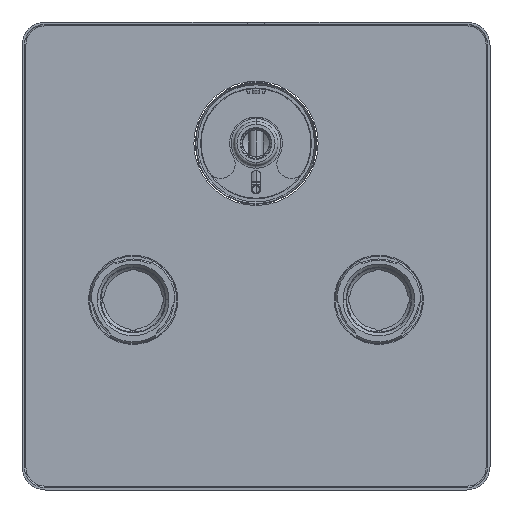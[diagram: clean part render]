
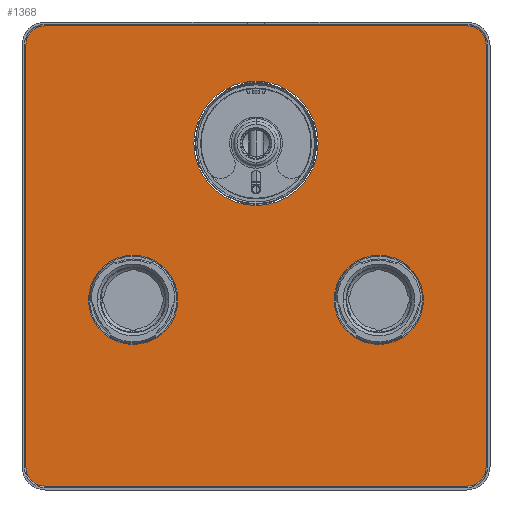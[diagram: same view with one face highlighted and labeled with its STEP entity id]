
A CAD part, front view. The second image highlights one B-rep face of the part: STEP entity #1368.
In plain terms, the highlighted planar face has unit normal (0, -1, 0).
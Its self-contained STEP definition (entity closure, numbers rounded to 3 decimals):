
#663=DIRECTION('',(-1.,0.,0.));
#664=VECTOR('',#663,144.);
#665=CARTESIAN_POINT('',(72.,6.2,-78.7));
#666=LINE('',#665,#664);
#667=CARTESIAN_POINT('',(-72.,6.2,-72.));
#668=DIRECTION('',(0.,1.,0.));
#669=DIRECTION('',(0.,0.,-1.));
#670=AXIS2_PLACEMENT_3D('',#667,#668,#669);
#672=DIRECTION('',(0.,0.,1.));
#673=VECTOR('',#672,144.);
#674=CARTESIAN_POINT('',(-78.7,6.2,-72.));
#675=LINE('',#674,#673);
#676=CARTESIAN_POINT('',(-72.,6.2,72.));
#677=DIRECTION('',(0.,1.,0.));
#678=DIRECTION('',(-1.,0.,0.));
#679=AXIS2_PLACEMENT_3D('',#676,#677,#678);
#681=DIRECTION('',(1.,0.,0.));
#682=VECTOR('',#681,144.);
#683=CARTESIAN_POINT('',(-72.,6.2,78.7));
#684=LINE('',#683,#682);
#685=CARTESIAN_POINT('',(72.,6.2,72.));
#686=DIRECTION('',(0.,1.,0.));
#687=DIRECTION('',(0.,0.,1.));
#688=AXIS2_PLACEMENT_3D('',#685,#686,#687);
#690=DIRECTION('',(0.,0.,-1.));
#691=VECTOR('',#690,144.);
#692=CARTESIAN_POINT('',(78.7,6.2,72.));
#693=LINE('',#692,#691);
#694=CARTESIAN_POINT('',(72.,6.2,-72.));
#695=DIRECTION('',(0.,1.,0.));
#696=DIRECTION('',(1.,0.,0.));
#697=AXIS2_PLACEMENT_3D('',#694,#695,#696);
#699=CARTESIAN_POINT('',(38.5,6.2,0.));
#700=DIRECTION('',(0.,-1.,0.));
#701=DIRECTION('',(1.,0.,0.));
#702=AXIS2_PLACEMENT_3D('',#699,#700,#701);
#704=CARTESIAN_POINT('',(38.5,6.2,0.));
#705=DIRECTION('',(0.,-1.,0.));
#706=DIRECTION('',(-1.,0.,0.));
#707=AXIS2_PLACEMENT_3D('',#704,#705,#706);
#709=CARTESIAN_POINT('',(-15.,6.2,42.));
#710=DIRECTION('',(0.,1.,0.));
#711=DIRECTION('',(-1.,0.,0.));
#712=AXIS2_PLACEMENT_3D('',#709,#710,#711);
#714=CARTESIAN_POINT('',(-15.,6.2,42.));
#715=DIRECTION('',(0.,1.,0.));
#716=DIRECTION('',(1.,0.,0.));
#717=AXIS2_PLACEMENT_3D('',#714,#715,#716);
#719=CARTESIAN_POINT('',(-15.,6.2,-42.));
#720=DIRECTION('',(0.,1.,0.));
#721=DIRECTION('',(-1.,0.,0.));
#722=AXIS2_PLACEMENT_3D('',#719,#720,#721);
#724=CARTESIAN_POINT('',(-15.,6.2,-42.));
#725=DIRECTION('',(0.,1.,0.));
#726=DIRECTION('',(1.,0.,0.));
#727=AXIS2_PLACEMENT_3D('',#724,#725,#726);
#970=CARTESIAN_POINT('',(59.75,6.2,0.));
#972=VERTEX_POINT('',#970);
#974=CARTESIAN_POINT('',(17.25,6.2,0.));
#976=VERTEX_POINT('',#974);
#977=CARTESIAN_POINT('',(-30.25,6.2,42.));
#979=VERTEX_POINT('',#977);
#981=CARTESIAN_POINT('',(0.25,6.2,42.));
#983=VERTEX_POINT('',#981);
#985=CARTESIAN_POINT('',(-30.25,6.2,-42.));
#987=VERTEX_POINT('',#985);
#989=CARTESIAN_POINT('',(0.25,6.2,-42.));
#991=VERTEX_POINT('',#989);
#1053=CARTESIAN_POINT('',(72.,6.2,-78.7));
#1054=CARTESIAN_POINT('',(-72.,6.2,-78.7));
#1055=VERTEX_POINT('',#1053);
#1056=VERTEX_POINT('',#1054);
#1061=CARTESIAN_POINT('',(-78.7,6.2,-72.));
#1062=CARTESIAN_POINT('',(-78.7,6.2,72.));
#1063=VERTEX_POINT('',#1061);
#1064=VERTEX_POINT('',#1062);
#1069=CARTESIAN_POINT('',(-72.,6.2,78.7));
#1070=CARTESIAN_POINT('',(72.,6.2,78.7));
#1071=VERTEX_POINT('',#1069);
#1072=VERTEX_POINT('',#1070);
#1077=CARTESIAN_POINT('',(78.7,6.2,72.));
#1078=CARTESIAN_POINT('',(78.7,6.2,-72.));
#1079=VERTEX_POINT('',#1077);
#1080=VERTEX_POINT('',#1078);
#1329=CARTESIAN_POINT('',(0.,6.2,0.));
#1330=DIRECTION('',(0.,1.,0.));
#1331=DIRECTION('',(0.,0.,-1.));
#1332=AXIS2_PLACEMENT_3D('',#1329,#1330,#1331);
#1333=PLANE('',#1332);
#1335=ORIENTED_EDGE('',*,*,#1334,.T.);
#1337=ORIENTED_EDGE('',*,*,#1336,.T.);
#1339=ORIENTED_EDGE('',*,*,#1338,.T.);
#1341=ORIENTED_EDGE('',*,*,#1340,.T.);
#1343=ORIENTED_EDGE('',*,*,#1342,.T.);
#1344=ORIENTED_EDGE('',*,*,#1308,.T.);
#1345=ORIENTED_EDGE('',*,*,#1320,.T.);
#1347=ORIENTED_EDGE('',*,*,#1346,.T.);
#1348=EDGE_LOOP('',(#1335,#1337,#1339,#1341,#1343,#1344,#1345,#1347));
#1349=FACE_OUTER_BOUND('',#1348,.F.);
#1351=ORIENTED_EDGE('',*,*,#1350,.T.);
#1353=ORIENTED_EDGE('',*,*,#1352,.T.);
#1354=EDGE_LOOP('',(#1351,#1353));
#1355=FACE_BOUND('',#1354,.F.);
#1357=ORIENTED_EDGE('',*,*,#1356,.F.);
#1359=ORIENTED_EDGE('',*,*,#1358,.F.);
#1360=EDGE_LOOP('',(#1357,#1359));
#1361=FACE_BOUND('',#1360,.F.);
#1363=ORIENTED_EDGE('',*,*,#1362,.F.);
#1365=ORIENTED_EDGE('',*,*,#1364,.F.);
#1366=EDGE_LOOP('',(#1363,#1365));
#1367=FACE_BOUND('',#1366,.F.);
#1368=ADVANCED_FACE('',(#1349,#1355,#1361,#1367),#1333,.F.);
#671=CIRCLE('',#670,6.7);
#680=CIRCLE('',#679,6.7);
#689=CIRCLE('',#688,6.7);
#698=CIRCLE('',#697,6.7);
#703=CIRCLE('',#702,21.25);
#708=CIRCLE('',#707,21.25);
#713=CIRCLE('',#712,15.25);
#718=CIRCLE('',#717,15.25);
#723=CIRCLE('',#722,15.25);
#728=CIRCLE('',#727,15.25);
#1308=EDGE_CURVE('',#1072,#1079,#689,.T.);
#1320=EDGE_CURVE('',#1079,#1080,#693,.T.);
#1334=EDGE_CURVE('',#1055,#1056,#666,.T.);
#1336=EDGE_CURVE('',#1056,#1063,#671,.T.);
#1338=EDGE_CURVE('',#1063,#1064,#675,.T.);
#1340=EDGE_CURVE('',#1064,#1071,#680,.T.);
#1342=EDGE_CURVE('',#1071,#1072,#684,.T.);
#1346=EDGE_CURVE('',#1080,#1055,#698,.T.);
#1350=EDGE_CURVE('',#972,#976,#703,.T.);
#1352=EDGE_CURVE('',#976,#972,#708,.T.);
#1356=EDGE_CURVE('',#979,#983,#713,.T.);
#1358=EDGE_CURVE('',#983,#979,#718,.T.);
#1362=EDGE_CURVE('',#987,#991,#723,.T.);
#1364=EDGE_CURVE('',#991,#987,#728,.T.);
